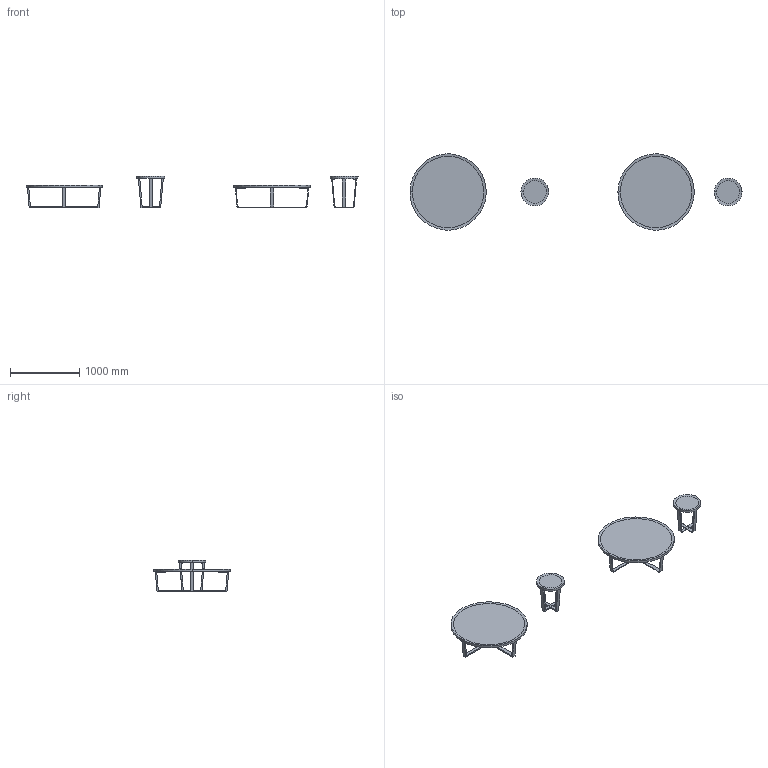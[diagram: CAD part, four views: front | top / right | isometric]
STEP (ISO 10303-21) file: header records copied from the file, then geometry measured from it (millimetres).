
FILE_DESCRIPTION(/* description */ (''),/* implementation_level */ '2;1');
FILE_NAME(/* name */ 'tav. 36 - 37 - 38 - 39',/* time_stamp */ '2013-07-16T11:40:09+02:00',/* author */ (''),/* organization */ (''),/* preprocessor_version */ 'ST-DEVELOPER v10',/* originating_system */ '',/* authorisation */ '');
FILE_SCHEMA (('CONFIG_CONTROL_DESIGN'));
Length unit declared in the file: millimetre
Products named in the file (1): 1
Bounding box: 4792.51 x 1098.31 x 459.86 mm (x, y, z)
Volume: 70900501.8 mm3; surface area: 6108143.3 mm2
Topology: 10 solids, 12 shells, 140 faces, 316 edges, 198 vertices
Faces by surface type: bspline 140
Entity records: 5458 total; most frequent: CARTESIAN_POINT 3419, ORIENTED_EDGE 628, EDGE_CURVE 316, B_SPLINE_CURVE_WITH_KNOTS 248, VERTEX_POINT 200, ADVANCED_FACE 140, FACE_OUTER_BOUND 140, EDGE_LOOP 140
